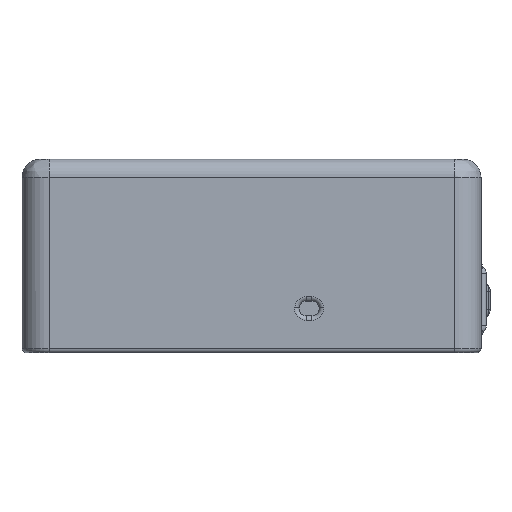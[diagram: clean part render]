
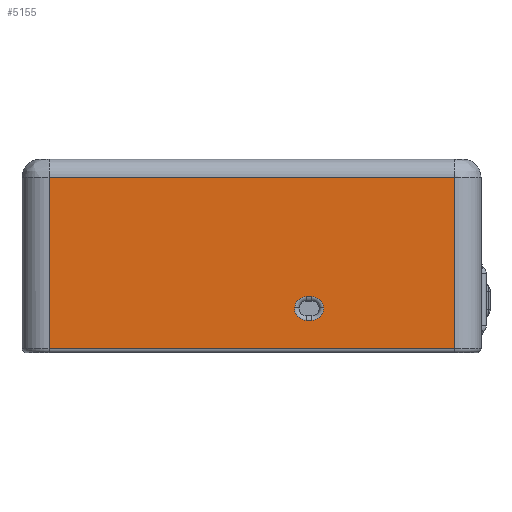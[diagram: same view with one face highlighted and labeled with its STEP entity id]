
A CAD part, left-side view. The second image highlights one B-rep face of the part: STEP entity #5155.
In plain terms, the highlighted planar face has unit normal (-1, 0, 0).
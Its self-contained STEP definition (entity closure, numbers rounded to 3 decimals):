
#49=FACE_BOUND('',#802,.T.);
#85=PLANE('',#5821);
#437=FACE_OUTER_BOUND('',#801,.T.);
#801=EDGE_LOOP('',(#4235,#4236,#4237,#4238));
#802=EDGE_LOOP('',(#4239,#4240,#4241,#4242,#4243,#4244,#4245,#4246));
#1184=LINE('',#9298,#1484);
#1185=LINE('',#9306,#1485);
#1186=LINE('',#9317,#1486);
#1188=LINE('',#9328,#1488);
#1191=LINE('',#9337,#1491);
#1192=LINE('',#9339,#1492);
#1193=LINE('',#9341,#1493);
#1194=LINE('',#9342,#1494);
#1484=VECTOR('',#7316,10.);
#1485=VECTOR('',#7327,10.);
#1486=VECTOR('',#7340,10.);
#1488=VECTOR('',#7354,10.);
#1491=VECTOR('',#7365,10.);
#1492=VECTOR('',#7366,10.);
#1493=VECTOR('',#7367,10.);
#1494=VECTOR('',#7368,10.);
#1855=CIRCLE('',#5803,1.3);
#1858=CIRCLE('',#5808,1.3);
#1862=CIRCLE('',#5814,1.3);
#1865=CIRCLE('',#5819,1.3);
#2384=VERTEX_POINT('',#9294);
#2385=VERTEX_POINT('',#9296);
#2386=VERTEX_POINT('',#9300);
#2387=VERTEX_POINT('',#9304);
#2389=VERTEX_POINT('',#9309);
#2391=VERTEX_POINT('',#9315);
#2393=VERTEX_POINT('',#9321);
#2394=VERTEX_POINT('',#9326);
#2395=VERTEX_POINT('',#9335);
#2396=VERTEX_POINT('',#9336);
#2397=VERTEX_POINT('',#9338);
#2398=VERTEX_POINT('',#9340);
#3020=EDGE_CURVE('',#2385,#2384,#1184,.T.);
#3022=EDGE_CURVE('',#2386,#2385,#1855,.T.);
#3024=EDGE_CURVE('',#2387,#2386,#1185,.T.);
#3026=EDGE_CURVE('',#2389,#2387,#1858,.T.);
#3029=EDGE_CURVE('',#2391,#2389,#1186,.T.);
#3032=EDGE_CURVE('',#2393,#2391,#1862,.T.);
#3035=EDGE_CURVE('',#2394,#2393,#1188,.T.);
#3037=EDGE_CURVE('',#2384,#2394,#1865,.T.);
#3039=EDGE_CURVE('',#2395,#2396,#1191,.T.);
#3040=EDGE_CURVE('',#2397,#2395,#1192,.T.);
#3041=EDGE_CURVE('',#2398,#2397,#1193,.T.);
#3042=EDGE_CURVE('',#2396,#2398,#1194,.T.);
#4235=ORIENTED_EDGE('',*,*,#3039,.F.);
#4236=ORIENTED_EDGE('',*,*,#3040,.F.);
#4237=ORIENTED_EDGE('',*,*,#3041,.F.);
#4238=ORIENTED_EDGE('',*,*,#3042,.F.);
#4239=ORIENTED_EDGE('',*,*,#3020,.F.);
#4240=ORIENTED_EDGE('',*,*,#3022,.F.);
#4241=ORIENTED_EDGE('',*,*,#3024,.F.);
#4242=ORIENTED_EDGE('',*,*,#3026,.F.);
#4243=ORIENTED_EDGE('',*,*,#3029,.F.);
#4244=ORIENTED_EDGE('',*,*,#3032,.F.);
#4245=ORIENTED_EDGE('',*,*,#3035,.F.);
#4246=ORIENTED_EDGE('',*,*,#3037,.F.);
#5155=ADVANCED_FACE('',(#437,#49),#85,.T.);
#5803=AXIS2_PLACEMENT_3D('',#9302,#7321,#7322);
#5808=AXIS2_PLACEMENT_3D('',#9311,#7332,#7333);
#5814=AXIS2_PLACEMENT_3D('',#9323,#7346,#7347);
#5819=AXIS2_PLACEMENT_3D('',#9331,#7358,#7359);
#5821=AXIS2_PLACEMENT_3D('',#9334,#7363,#7364);
#7316=DIRECTION('',(0.,0.102,-0.995));
#7321=DIRECTION('center_axis',(-1.,0.,0.));
#7322=DIRECTION('ref_axis',(0.,0.67,0.742));
#7327=DIRECTION('',(0.,1.,0.));
#7332=DIRECTION('center_axis',(-1.,0.,0.));
#7333=DIRECTION('ref_axis',(0.,-0.67,0.742));
#7340=DIRECTION('',(0.,0.102,0.995));
#7346=DIRECTION('center_axis',(-1.,0.,0.));
#7347=DIRECTION('ref_axis',(0.,-0.742,-0.67));
#7354=DIRECTION('',(0.,-1.,0.));
#7358=DIRECTION('center_axis',(-1.,0.,0.));
#7359=DIRECTION('ref_axis',(0.,0.742,-0.67));
#7363=DIRECTION('center_axis',(-1.,0.,0.));
#7364=DIRECTION('ref_axis',(0.,-1.,0.));
#7365=DIRECTION('',(0.,1.,0.));
#7366=DIRECTION('',(0.,0.,-1.));
#7367=DIRECTION('',(0.,-1.,0.));
#7368=DIRECTION('',(0.,0.,1.));
#9294=CARTESIAN_POINT('',(41.099,1.708,23.533));
#9296=CARTESIAN_POINT('',(41.099,1.704,23.568));
#9298=CARTESIAN_POINT('',(41.099,1.134,29.144));
#9300=CARTESIAN_POINT('',(41.099,0.411,24.736));
#9302=CARTESIAN_POINT('Origin',(41.099,0.411,23.436));
#9304=CARTESIAN_POINT('',(41.099,-0.217,24.736));
#9306=CARTESIAN_POINT('',(41.099,14.841,24.736));
#9309=CARTESIAN_POINT('',(41.099,-1.51,23.568));
#9311=CARTESIAN_POINT('Origin',(41.099,-0.217,23.436));
#9315=CARTESIAN_POINT('',(41.099,-1.514,23.533));
#9317=CARTESIAN_POINT('',(41.099,-0.607,32.389));
#9321=CARTESIAN_POINT('',(41.099,-0.221,22.101));
#9323=CARTESIAN_POINT('Origin',(41.099,-0.221,23.401));
#9326=CARTESIAN_POINT('',(41.099,0.415,22.101));
#9328=CARTESIAN_POINT('',(41.099,14.223,22.101));
#9331=CARTESIAN_POINT('Origin',(41.099,0.415,23.401));
#9334=CARTESIAN_POINT('Origin',(41.099,29.,38.));
#9335=CARTESIAN_POINT('',(41.099,-16.,19.));
#9336=CARTESIAN_POINT('',(41.099,29.,19.));
#9337=CARTESIAN_POINT('',(41.099,17.75,19.));
#9338=CARTESIAN_POINT('',(41.099,-16.,38.));
#9339=CARTESIAN_POINT('',(41.099,-16.,38.));
#9340=CARTESIAN_POINT('',(41.099,29.,38.));
#9341=CARTESIAN_POINT('',(41.099,17.75,38.));
#9342=CARTESIAN_POINT('',(41.099,29.,38.));
